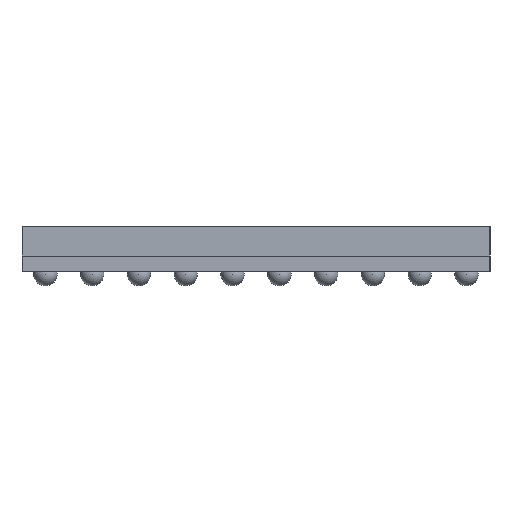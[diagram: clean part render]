
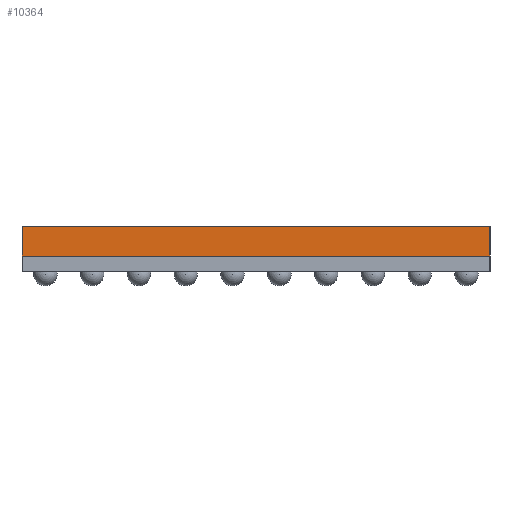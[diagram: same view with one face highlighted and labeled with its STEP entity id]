
A CAD part, left-side view. The second image highlights one B-rep face of the part: STEP entity #10364.
In plain terms, the highlighted planar face has unit normal (-1, 0, 0).
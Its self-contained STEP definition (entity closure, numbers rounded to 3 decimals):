
#465 = CARTESIAN_POINT ( 'NONE',  ( -4., 4., 0.5 ) ) ;
#1009 = LINE ( 'NONE', #14111, #14388 ) ;
#2170 = LINE ( 'NONE', #465, #18745 ) ;
#2334 = DIRECTION ( 'NONE',  ( 0., 0., -1. ) ) ;
#3377 = FACE_OUTER_BOUND ( 'NONE', #18941, .T. ) ;
#3838 = CARTESIAN_POINT ( 'NONE',  ( -4., 4., 0.5 ) ) ;
#4233 = VERTEX_POINT ( 'NONE', #14364 ) ;
#4313 = CARTESIAN_POINT ( 'NONE',  ( -4., -4., 0. ) ) ;
#4674 = ORIENTED_EDGE ( 'NONE', *, *, #4848, .T. ) ;
#4787 = PLANE ( 'NONE',  #6538 ) ;
#4848 = EDGE_CURVE ( 'NONE', #4233, #23610, #2170, .T. ) ;
#5309 = EDGE_CURVE ( 'NONE', #4233, #11614, #1009, .T. ) ;
#6471 = DIRECTION ( 'NONE',  ( 0., -1., 0. ) ) ;
#6538 = AXIS2_PLACEMENT_3D ( 'NONE', #3838, #14954, #16619 ) ;
#8416 = VECTOR ( 'NONE', #2334, 1000. ) ;
#8915 = LINE ( 'NONE', #14324, #16096 ) ;
#9788 = ORIENTED_EDGE ( 'NONE', *, *, #5309, .F. ) ;
#10181 = EDGE_CURVE ( 'NONE', #11614, #21313, #11102, .T. ) ;
#10346 = EDGE_CURVE ( 'NONE', #23610, #21313, #8915, .T. ) ;
#10364 = ADVANCED_FACE ( 'NONE', ( #3377 ), #4787, .F. ) ;
#11102 = LINE ( 'NONE', #18462, #8416 ) ;
#11614 = VERTEX_POINT ( 'NONE', #16235 ) ;
#14099 = DIRECTION ( 'NONE',  ( 0., -1., 0. ) ) ;
#14111 = CARTESIAN_POINT ( 'NONE',  ( -4., 4., 0.5 ) ) ;
#14257 = CARTESIAN_POINT ( 'NONE',  ( -4., 4., 0. ) ) ;
#14324 = CARTESIAN_POINT ( 'NONE',  ( -4., 4., 0. ) ) ;
#14364 = CARTESIAN_POINT ( 'NONE',  ( -4., 4., 0.5 ) ) ;
#14388 = VECTOR ( 'NONE', #6471, 1000. ) ;
#14954 = DIRECTION ( 'NONE',  ( 1., 0., 0. ) ) ;
#16096 = VECTOR ( 'NONE', #14099, 1000. ) ;
#16235 = CARTESIAN_POINT ( 'NONE',  ( -4., -4., 0.5 ) ) ;
#16619 = DIRECTION ( 'NONE',  ( 0., 1., 0. ) ) ;
#17694 = ORIENTED_EDGE ( 'NONE', *, *, #10181, .F. ) ;
#18462 = CARTESIAN_POINT ( 'NONE',  ( -4., -4., 0.5 ) ) ;
#18745 = VECTOR ( 'NONE', #20350, 1000. ) ;
#18941 = EDGE_LOOP ( 'NONE', ( #22594, #17694, #9788, #4674 ) ) ;
#20350 = DIRECTION ( 'NONE',  ( 0., 0., -1. ) ) ;
#21313 = VERTEX_POINT ( 'NONE', #4313 ) ;
#22594 = ORIENTED_EDGE ( 'NONE', *, *, #10346, .T. ) ;
#23610 = VERTEX_POINT ( 'NONE', #14257 ) ;
